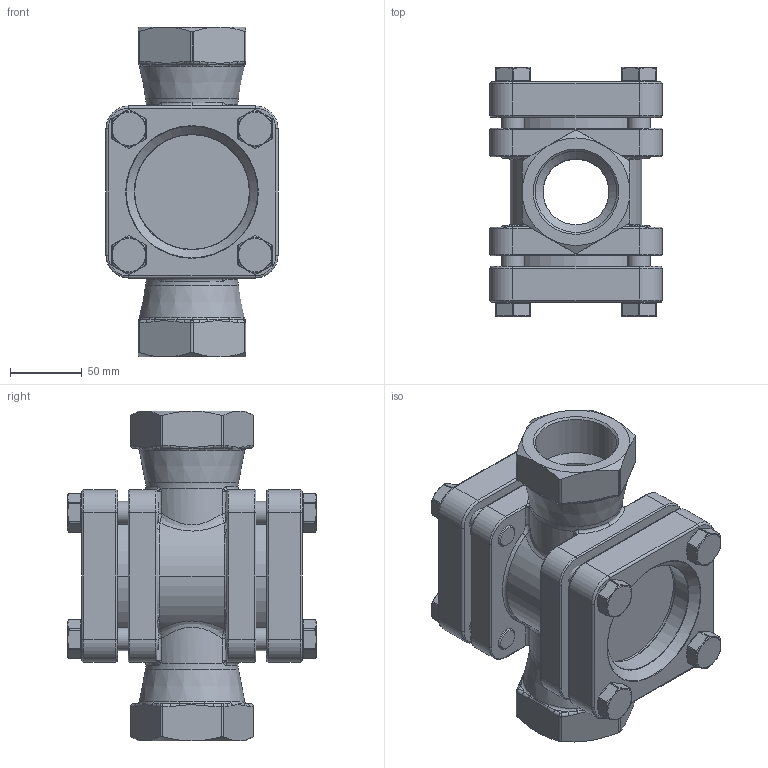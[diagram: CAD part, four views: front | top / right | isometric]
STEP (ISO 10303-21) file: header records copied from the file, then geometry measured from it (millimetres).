
FILE_DESCRIPTION(('HOOPS Exchange Step'),'2;1');
FILE_NAME('GS0X_DN50.stp','2025-05-26T16:34:48+02:00',('nieru'),('Unknown organisation'),'HOOPS Exchange 2024.2','HOOPS Exchange','Unknown authorisation');
FILE_SCHEMA( ('AP203_CONFIGURATION_CONTROLLED_3D_DESIGN_OF_MECHANICAL_PARTS_AND_ASSEMBLIES_MIM_LF') );
Length unit declared in the file: millimetre
Products named in the file (2): 0; root
Assembly tree (1 placements, depth 2):
  root
    0
Bounding box: 120 x 173.97 x 230 mm (x, y, z)
Volume: 1381869.2 mm3; surface area: 319864.7 mm2
Topology: 17 solids, 17 shells, 982 faces, 2338 edges, 1389 vertices
Faces by surface type: bspline 316, cylinder 272, plane 188, torus 118, cone 76, sphere 12
Full cylindrical faces by diameter (mm): 13.8 x8, 16 x8, 18 x8, 24 x8, 46 x2, 56.66 x2, 80 x3, 102 x4
Entity records: 58456 total; most frequent: CARTESIAN_POINT 37359, ORIENTED_EDGE 4652, DIRECTION 3993, EDGE_CURVE 2326, AXIS2_PLACEMENT_3D 1712, VERTEX_POINT 1389, CIRCLE 1043, EDGE_LOOP 1043
